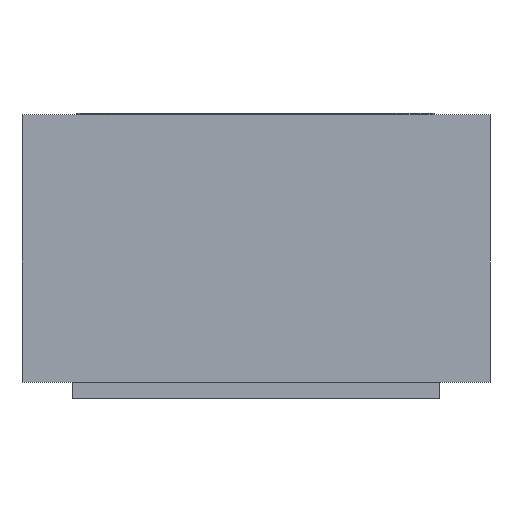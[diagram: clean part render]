
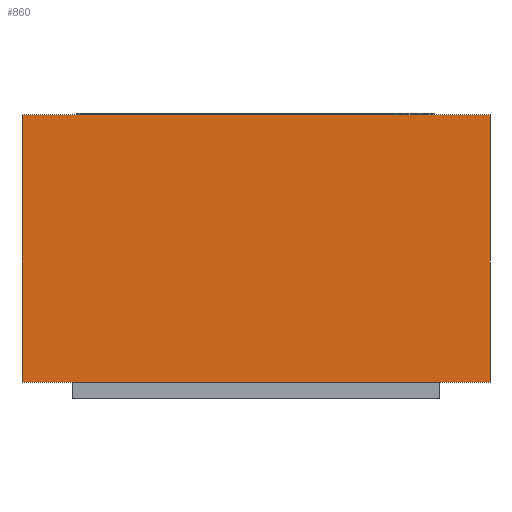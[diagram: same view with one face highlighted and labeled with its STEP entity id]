
A CAD part, front view. The second image highlights one B-rep face of the part: STEP entity #860.
In plain terms, the highlighted planar face has unit normal (0, -1, 0).
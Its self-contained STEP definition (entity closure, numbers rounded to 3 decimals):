
#99=FACE_OUTER_BOUND('',#153,.T.);
#153=EDGE_LOOP('',(#583,#584,#585,#586));
#208=LINE('',#1310,#288);
#211=LINE('',#1316,#291);
#212=LINE('',#1319,#292);
#213=LINE('',#1320,#293);
#288=VECTOR('',#1026,1.);
#291=VECTOR('',#1031,1.);
#292=VECTOR('',#1034,1.);
#293=VECTOR('',#1035,1.);
#365=VERTEX_POINT('',#1303);
#368=VERTEX_POINT('',#1308);
#369=VERTEX_POINT('',#1312);
#371=VERTEX_POINT('',#1318);
#452=EDGE_CURVE('',#368,#365,#208,.T.);
#455=EDGE_CURVE('',#369,#365,#211,.T.);
#456=EDGE_CURVE('',#371,#369,#212,.T.);
#457=EDGE_CURVE('',#371,#368,#213,.T.);
#583=ORIENTED_EDGE('',*,*,#456,.T.);
#584=ORIENTED_EDGE('',*,*,#455,.T.);
#585=ORIENTED_EDGE('',*,*,#452,.F.);
#586=ORIENTED_EDGE('',*,*,#457,.F.);
#829=PLANE('',#921);
#860=ADVANCED_FACE('',(#99),#829,.T.);
#921=AXIS2_PLACEMENT_3D('',#1317,#1032,#1033);
#1026=DIRECTION('',(1.,0.,0.));
#1031=DIRECTION('',(0.,0.,1.));
#1032=DIRECTION('center_axis',(0.,-1.,0.));
#1033=DIRECTION('ref_axis',(1.,0.,0.));
#1034=DIRECTION('',(1.,0.,0.));
#1035=DIRECTION('',(0.,0.,1.));
#1303=CARTESIAN_POINT('',(0.14,-0.29,0.17));
#1308=CARTESIAN_POINT('',(-0.14,-0.29,0.17));
#1310=CARTESIAN_POINT('',(-0.14,-0.29,0.17));
#1312=CARTESIAN_POINT('',(0.14,-0.29,0.01));
#1316=CARTESIAN_POINT('',(0.14,-0.29,0.01));
#1317=CARTESIAN_POINT('Origin',(-0.14,-0.29,0.01));
#1318=CARTESIAN_POINT('',(-0.14,-0.29,0.01));
#1319=CARTESIAN_POINT('',(-0.14,-0.29,0.01));
#1320=CARTESIAN_POINT('',(-0.14,-0.29,0.01));
